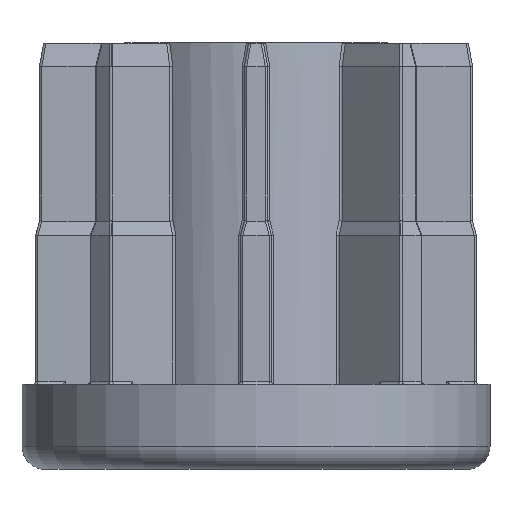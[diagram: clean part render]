
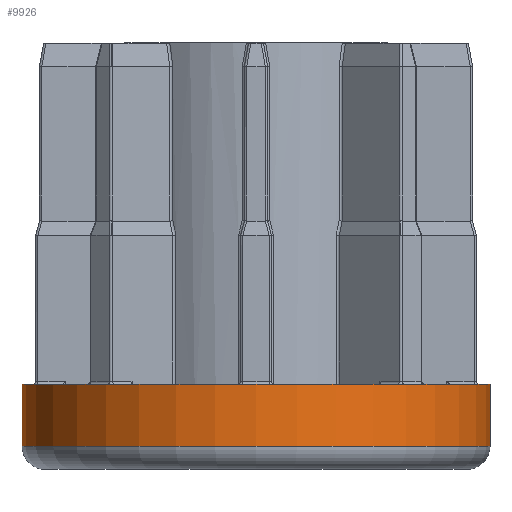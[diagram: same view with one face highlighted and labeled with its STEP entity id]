
A CAD part, front view. The second image highlights one B-rep face of the part: STEP entity #9926.
In plain terms, the highlighted cylindrical face has radius 30.15 mm (diameter 60.3 mm), a partial arc.
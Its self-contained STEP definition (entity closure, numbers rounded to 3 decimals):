
#470 = CARTESIAN_POINT ( 'NONE',  ( 30.15, 0., 11. ) ) ;
#625 = DIRECTION ( 'NONE',  ( 0., 0., -1. ) ) ;
#654 = DIRECTION ( 'NONE',  ( 0., 0., 1. ) ) ;
#1864 = VERTEX_POINT ( 'NONE', #7462 ) ;
#1909 = VERTEX_POINT ( 'NONE', #5384 ) ;
#1956 = CYLINDRICAL_SURFACE ( 'NONE', #6212, 30.15 ) ;
#2183 = EDGE_CURVE ( 'NONE', #4463, #3940, #5610, .T. ) ;
#2528 = EDGE_LOOP ( 'NONE', ( #4298, #4474, #5491, #5869 ) ) ;
#2937 = EDGE_CURVE ( 'NONE', #1909, #1864, #11509, .T. ) ;
#3442 = VECTOR ( 'NONE', #12754, 1000. ) ;
#3827 = CARTESIAN_POINT ( 'NONE',  ( 30.15, 0., 11. ) ) ;
#3940 = VERTEX_POINT ( 'NONE', #470 ) ;
#4270 = CARTESIAN_POINT ( 'NONE',  ( 0., 0., 3. ) ) ;
#4298 = ORIENTED_EDGE ( 'NONE', *, *, #6323, .F. ) ;
#4463 = VERTEX_POINT ( 'NONE', #10869 ) ;
#4474 = ORIENTED_EDGE ( 'NONE', *, *, #2183, .F. ) ;
#5351 = DIRECTION ( 'NONE',  ( 1., 0., 0. ) ) ;
#5384 = CARTESIAN_POINT ( 'NONE',  ( -30.15, 0., 3. ) ) ;
#5491 = ORIENTED_EDGE ( 'NONE', *, *, #6280, .T. ) ;
#5610 = CIRCLE ( 'NONE', #9187, 30.15 ) ;
#5869 = ORIENTED_EDGE ( 'NONE', *, *, #2937, .T. ) ;
#6212 = AXIS2_PLACEMENT_3D ( 'NONE', #12919, #625, #8196 ) ;
#6280 = EDGE_CURVE ( 'NONE', #4463, #1909, #13161, .T. ) ;
#6323 = EDGE_CURVE ( 'NONE', #3940, #1864, #12739, .T. ) ;
#7086 = DIRECTION ( 'NONE',  ( 0., 0., -1. ) ) ;
#7183 = CARTESIAN_POINT ( 'NONE',  ( 0., 0., 11. ) ) ;
#7462 = CARTESIAN_POINT ( 'NONE',  ( 30.15, 0., 3. ) ) ;
#8003 = CARTESIAN_POINT ( 'NONE',  ( -30.15, 0., 11. ) ) ;
#8196 = DIRECTION ( 'NONE',  ( -1., 0., 0. ) ) ;
#8231 = DIRECTION ( 'NONE',  ( 1., 0., 0. ) ) ;
#9187 = AXIS2_PLACEMENT_3D ( 'NONE', #7183, #654, #8231 ) ;
#9926 = ADVANCED_FACE ( 'NONE', ( #12794 ), #1956, .T. ) ;
#10869 = CARTESIAN_POINT ( 'NONE',  ( -30.15, 0., 11. ) ) ;
#11432 = DIRECTION ( 'NONE',  ( 0., 0., 1. ) ) ;
#11509 = CIRCLE ( 'NONE', #12644, 30.15 ) ;
#12471 = VECTOR ( 'NONE', #7086, 1000. ) ;
#12644 = AXIS2_PLACEMENT_3D ( 'NONE', #4270, #11432, #5351 ) ;
#12739 = LINE ( 'NONE', #3827, #12471 ) ;
#12754 = DIRECTION ( 'NONE',  ( 0., 0., -1. ) ) ;
#12794 = FACE_OUTER_BOUND ( 'NONE', #2528, .T. ) ;
#12919 = CARTESIAN_POINT ( 'NONE',  ( 0., 0., 11. ) ) ;
#13161 = LINE ( 'NONE', #8003, #3442 ) ;
